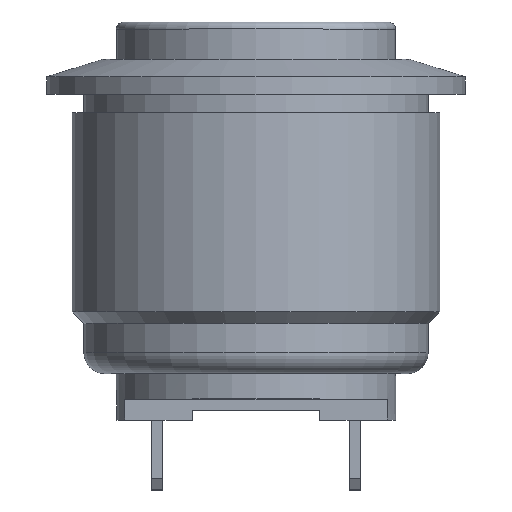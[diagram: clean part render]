
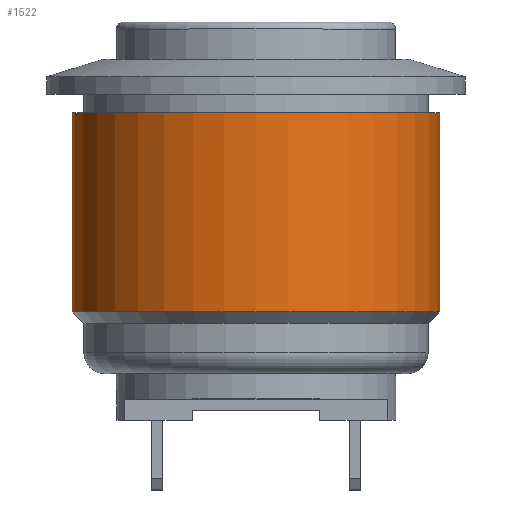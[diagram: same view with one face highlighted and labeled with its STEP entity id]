
A CAD part, top view. The second image highlights one B-rep face of the part: STEP entity #1522.
In plain terms, the highlighted cylindrical face has radius 7.9 mm (diameter 15.8 mm), a full revolution.
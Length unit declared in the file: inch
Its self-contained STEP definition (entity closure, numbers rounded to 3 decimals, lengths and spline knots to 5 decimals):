
#1480=CARTESIAN_POINT('',(0.31102,0.10433,0.));
#1481=VERTEX_POINT('',#1480);
#1482=CARTESIAN_POINT('',(0.0,0.10433,0.0));
#1483=DIRECTION('',(0.0,-1.0,0.0));
#1484=DIRECTION('',(-1.0,0.0,0.0));
#1485=AXIS2_PLACEMENT_3D('',#1482,#1483,#1484);
#1486=CIRCLE('',#1485,0.31102);
#1487=EDGE_CURVE('',#1481,#1481,#1486,.T.);
#1503=CARTESIAN_POINT('',(0.0,0.45778,0.0));
#1504=DIRECTION('',(0.0,-1.0,0.0));
#1505=DIRECTION('',(1.0,0.0,0.0));
#1506=AXIS2_PLACEMENT_3D('',#1503,#1504,#1505);
#1507=CYLINDRICAL_SURFACE('',#1506,0.31102);
#1508=ORIENTED_EDGE('',*,*,#1487,.F.);
#1509=EDGE_LOOP('',(#1508));
#1510=FACE_OUTER_BOUND('',#1509,.T.);
#1511=CARTESIAN_POINT('',(0.31102,0.44094,0.));
#1512=VERTEX_POINT('',#1511);
#1513=CARTESIAN_POINT('',(0.0,0.44094,0.0));
#1514=DIRECTION('',(0.0,-1.0,0.0));
#1515=DIRECTION('',(1.0,0.0,0.0));
#1516=AXIS2_PLACEMENT_3D('',#1513,#1514,#1515);
#1517=CIRCLE('',#1516,0.31102);
#1518=EDGE_CURVE('',#1512,#1512,#1517,.T.);
#1519=ORIENTED_EDGE('',*,*,#1518,.T.);
#1520=EDGE_LOOP('',(#1519));
#1521=FACE_BOUND('',#1520,.T.);
#1522=ADVANCED_FACE('',(#1510,#1521),#1507,.T.);
